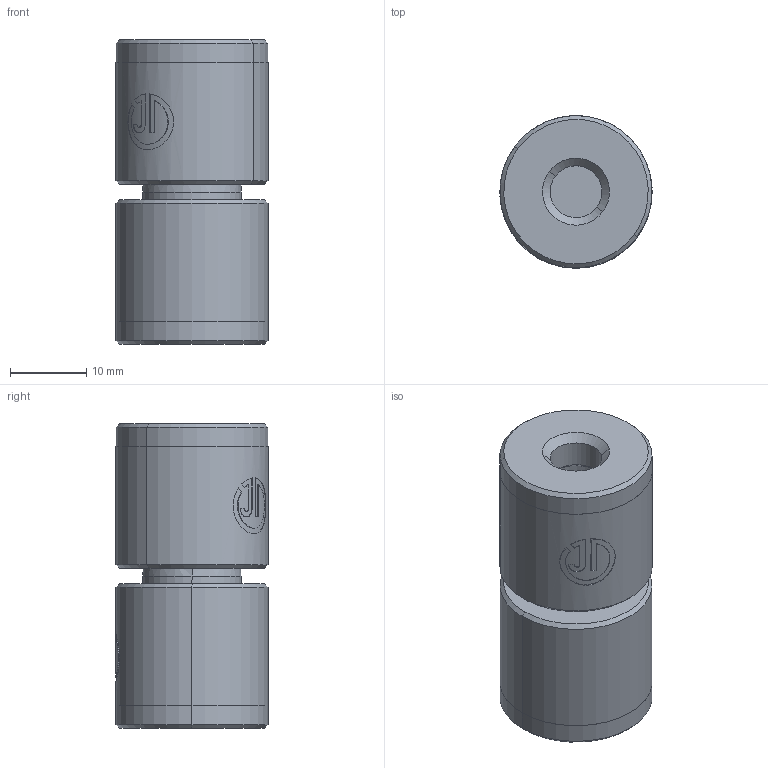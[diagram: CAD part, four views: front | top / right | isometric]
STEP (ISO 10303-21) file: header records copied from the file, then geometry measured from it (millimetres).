
FILE_DESCRIPTION (( 'STEP AP214' ), '1' );
FILE_NAME ('VBDT-D20-A5.STEP', '2024-12-28T08:32:12', ( '' ), ( '' ), 'SwSTEP 2.0', 'SolidWorks 2016', '' );
FILE_SCHEMA (( 'AUTOMOTIVE_DESIGN' ));
Length unit declared in the file: millimetre
Products named in the file (3): VBDT-D20-A5; VBD-D20-A5; VB-D20-A5
Assembly tree (2 placements, depth 2):
  VBDT-D20-A5
    VBD-D20-A5
    VB-D20-A5
Bounding box: 20 x 20 x 40 mm (x, y, z)
Volume: 10625 mm3; surface area: 4565.7 mm2
Topology: 2 solids, 2 shells, 84 faces, 192 edges, 119 vertices
Faces by surface type: cylinder 36, plane 24, cone 22, torus 2
Entity records: 2954 total; most frequent: CARTESIAN_POINT 948, DIRECTION 392, ORIENTED_EDGE 380, EDGE_CURVE 190, AXIS2_PLACEMENT_3D 153, VERTEX_POINT 119, EDGE_LOOP 95, VECTOR 86
